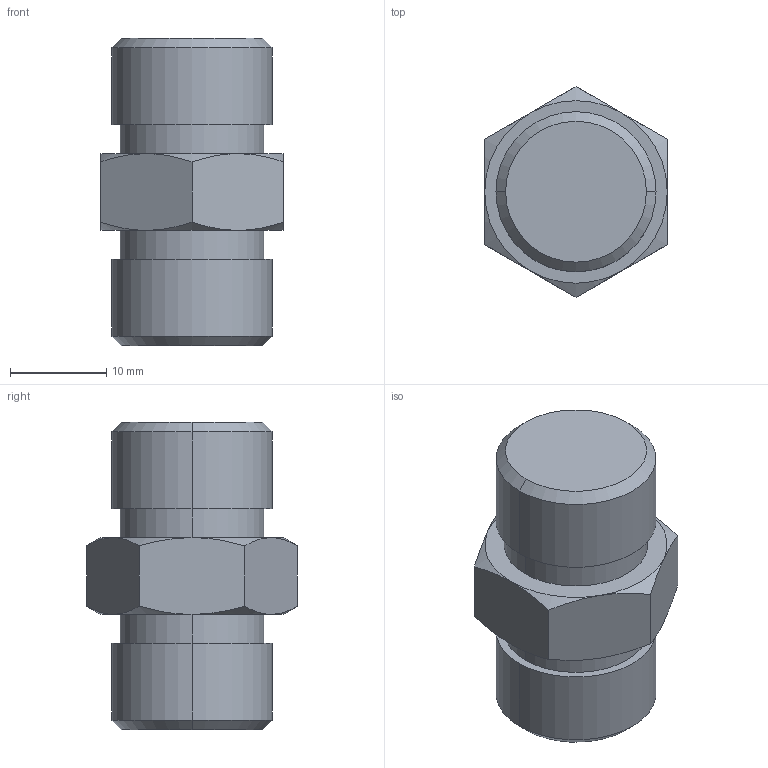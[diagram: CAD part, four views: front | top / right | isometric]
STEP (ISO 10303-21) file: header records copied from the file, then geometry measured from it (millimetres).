
FILE_DESCRIPTION (( 'STEP AP203' ), '1' );
FILE_NAME ('[STEP]TJ-17.STEP', '2024-03-05T02:19:09', ( '' ), ( '' ), 'SwSTEP 2.0', 'SolidWorks 2019', '' );
FILE_SCHEMA (( 'CONFIG_CONTROL_DESIGN' ));
Length unit declared in the file: millimetre
Products named in the file (1): [STEP]TJ-17
Bounding box: 19 x 21.94 x 32 mm (x, y, z)
Volume: 7414 mm3; surface area: 2452.6 mm2
Topology: 1 solids, 1 shells, 36 faces, 74 edges, 44 vertices
Faces by surface type: cone 16, plane 12, cylinder 8
Entity records: 1107 total; most frequent: CARTESIAN_POINT 291, DIRECTION 156, ORIENTED_EDGE 148, EDGE_CURVE 74, AXIS2_PLACEMENT_3D 69, VERTEX_POINT 44, EDGE_LOOP 40, ADVANCED_FACE 36
